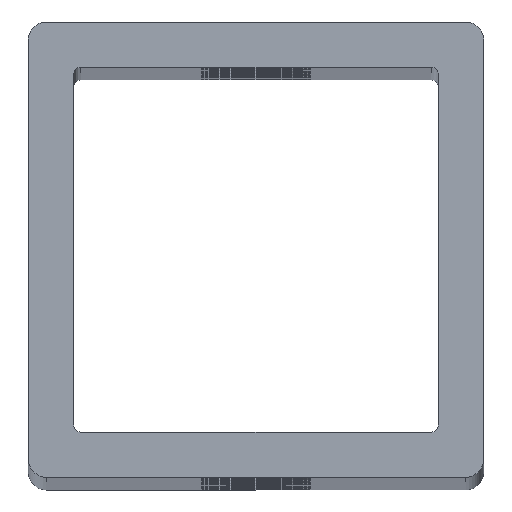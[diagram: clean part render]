
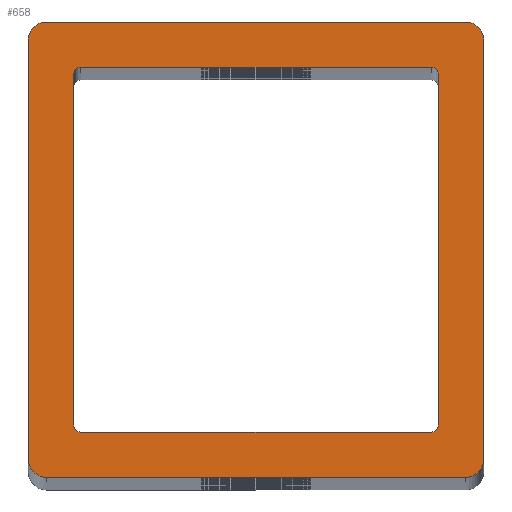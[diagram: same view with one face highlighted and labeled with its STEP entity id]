
A CAD part, top view. The second image highlights one B-rep face of the part: STEP entity #658.
In plain terms, the highlighted planar face has unit normal (0, 0, 1).
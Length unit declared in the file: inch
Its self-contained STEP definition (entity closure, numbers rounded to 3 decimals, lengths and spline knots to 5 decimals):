
#129 = CARTESIAN_POINT ( 'NONE',  ( 0.28996, 0.31496, 10.07874 ) ) ;
#140 = DIRECTION ( 'NONE',  ( 1., 0., 0. ) ) ;
#181 = AXIS2_PLACEMENT_3D ( 'NONE', #4301, #1140, #4847 ) ;
#199 = ORIENTED_EDGE ( 'NONE', *, *, #4275, .F. ) ;
#209 = VERTEX_POINT ( 'NONE', #129 ) ;
#305 = LINE ( 'NONE', #4697, #2966 ) ;
#324 = VERTEX_POINT ( 'NONE', #3976 ) ;
#329 = CARTESIAN_POINT ( 'NONE',  ( 0.31496, -0.31496, 10.07874 ) ) ;
#372 = LINE ( 'NONE', #3866, #1434 ) ;
#434 = EDGE_LOOP ( 'NONE', ( #1314, #3011, #5426, #2451, #199, #6279, #3593, #6804 ) ) ;
#522 = EDGE_CURVE ( 'NONE', #1533, #6679, #4082, .T. ) ;
#635 = VECTOR ( 'NONE', #5427, 39.37008 ) ;
#658 = ADVANCED_FACE ( 'NONE', ( #3428, #3106 ), #791, .T. ) ;
#777 = EDGE_CURVE ( 'NONE', #4114, #5821, #6313, .T. ) ;
#791 = PLANE ( 'NONE',  #3584 ) ;
#819 = LINE ( 'NONE', #329, #6272 ) ;
#913 = CARTESIAN_POINT ( 'NONE',  ( 0.31496, -0.31496, 10.07874 ) ) ;
#937 = CARTESIAN_POINT ( 'NONE',  ( -0.31496, -0.31496, 10.07874 ) ) ;
#1009 = EDGE_CURVE ( 'NONE', #6821, #4998, #6712, .T. ) ;
#1140 = DIRECTION ( 'NONE',  ( 0., 0., -1. ) ) ;
#1141 = VERTEX_POINT ( 'NONE', #3898 ) ;
#1214 = DIRECTION ( 'NONE',  ( 0., -1., 0. ) ) ;
#1275 = EDGE_CURVE ( 'NONE', #1533, #1688, #3785, .T. ) ;
#1292 = VECTOR ( 'NONE', #3889, 39.37008 ) ;
#1314 = ORIENTED_EDGE ( 'NONE', *, *, #1275, .F. ) ;
#1324 = CARTESIAN_POINT ( 'NONE',  ( -0.28996, 0.28996, 10.07874 ) ) ;
#1368 = EDGE_CURVE ( 'NONE', #6821, #6429, #6419, .T. ) ;
#1379 = DIRECTION ( 'NONE',  ( 0., 0., -1. ) ) ;
#1385 = ORIENTED_EDGE ( 'NONE', *, *, #6121, .F. ) ;
#1434 = VECTOR ( 'NONE', #1214, 39.37008 ) ;
#1453 = DIRECTION ( 'NONE',  ( 0., 0., 1. ) ) ;
#1533 = VERTEX_POINT ( 'NONE', #2845 ) ;
#1661 = DIRECTION ( 'NONE',  ( 1., 0., 0. ) ) ;
#1688 = VERTEX_POINT ( 'NONE', #3303 ) ;
#1772 = LINE ( 'NONE', #3579, #5979 ) ;
#1868 = DIRECTION ( 'NONE',  ( 1., 0., 0. ) ) ;
#1874 = CARTESIAN_POINT ( 'NONE',  ( 0.28996, -0.28996, 10.07874 ) ) ;
#1878 = CIRCLE ( 'NONE', #6741, 0.01 ) ;
#1919 = ORIENTED_EDGE ( 'NONE', *, *, #3756, .T. ) ;
#2066 = CARTESIAN_POINT ( 'NONE',  ( 0.31496, -0.28996, 10.07874 ) ) ;
#2195 = CARTESIAN_POINT ( 'NONE',  ( -0.24246, -0.24246, 10.07874 ) ) ;
#2292 = CARTESIAN_POINT ( 'NONE',  ( -0.24246, -0.25246, 10.07874 ) ) ;
#2360 = EDGE_CURVE ( 'NONE', #209, #3871, #2442, .T. ) ;
#2442 = LINE ( 'NONE', #2567, #6655 ) ;
#2448 = CARTESIAN_POINT ( 'NONE',  ( 0.24246, 0.24246, 10.07874 ) ) ;
#2451 = ORIENTED_EDGE ( 'NONE', *, *, #2492, .T. ) ;
#2492 = EDGE_CURVE ( 'NONE', #3149, #1141, #4903, .T. ) ;
#2567 = CARTESIAN_POINT ( 'NONE',  ( 0.31496, 0.31496, 10.07874 ) ) ;
#2613 = EDGE_CURVE ( 'NONE', #5215, #5216, #372, .T. ) ;
#2712 = CARTESIAN_POINT ( 'NONE',  ( -0.24246, 0.24246, 10.07874 ) ) ;
#2721 = DIRECTION ( 'NONE',  ( 1., 0., 0. ) ) ;
#2845 = CARTESIAN_POINT ( 'NONE',  ( 0.24246, 0.25246, 10.07874 ) ) ;
#2966 = VECTOR ( 'NONE', #5238, 39.37008 ) ;
#3007 = ORIENTED_EDGE ( 'NONE', *, *, #5073, .T. ) ;
#3011 = ORIENTED_EDGE ( 'NONE', *, *, #522, .T. ) ;
#3034 = DIRECTION ( 'NONE',  ( 1., 0., 0. ) ) ;
#3087 = AXIS2_PLACEMENT_3D ( 'NONE', #1324, #5025, #1868 ) ;
#3106 = FACE_OUTER_BOUND ( 'NONE', #5755, .T. ) ;
#3149 = VERTEX_POINT ( 'NONE', #4182 ) ;
#3151 = EDGE_CURVE ( 'NONE', #3149, #6679, #305, .T. ) ;
#3248 = DIRECTION ( 'NONE',  ( 1., 0., 0. ) ) ;
#3303 = CARTESIAN_POINT ( 'NONE',  ( -0.24246, 0.25246, 10.07874 ) ) ;
#3428 = FACE_BOUND ( 'NONE', #434, .T. ) ;
#3497 = DIRECTION ( 'NONE',  ( 0., 1., 0. ) ) ;
#3524 = EDGE_CURVE ( 'NONE', #5215, #1688, #1878, .T. ) ;
#3579 = CARTESIAN_POINT ( 'NONE',  ( 0.25246, -0.25246, 10.07874 ) ) ;
#3584 = AXIS2_PLACEMENT_3D ( 'NONE', #913, #6769, #3636 ) ;
#3591 = CIRCLE ( 'NONE', #6707, 0.01 ) ;
#3593 = ORIENTED_EDGE ( 'NONE', *, *, #2613, .F. ) ;
#3621 = CARTESIAN_POINT ( 'NONE',  ( -0.25246, 0.24246, 10.07874 ) ) ;
#3636 = DIRECTION ( 'NONE',  ( 1., 0., 0. ) ) ;
#3659 = ORIENTED_EDGE ( 'NONE', *, *, #2360, .T. ) ;
#3756 = EDGE_CURVE ( 'NONE', #3871, #6429, #5990, .T. ) ;
#3785 = LINE ( 'NONE', #5145, #1292 ) ;
#3794 = DIRECTION ( 'NONE',  ( 0., 0., 1. ) ) ;
#3866 = CARTESIAN_POINT ( 'NONE',  ( -0.25246, -0.25246, 10.07874 ) ) ;
#3871 = VERTEX_POINT ( 'NONE', #5619 ) ;
#3889 = DIRECTION ( 'NONE',  ( -1., 0., 0. ) ) ;
#3898 = CARTESIAN_POINT ( 'NONE',  ( 0.24246, -0.25246, 10.07874 ) ) ;
#3959 = CARTESIAN_POINT ( 'NONE',  ( -0.28996, -0.31496, 10.07874 ) ) ;
#3976 = CARTESIAN_POINT ( 'NONE',  ( 0.31496, 0.28996, 10.07874 ) ) ;
#4072 = ORIENTED_EDGE ( 'NONE', *, *, #1368, .F. ) ;
#4082 = CIRCLE ( 'NONE', #5459, 0.01 ) ;
#4114 = VERTEX_POINT ( 'NONE', #4513 ) ;
#4163 = DIRECTION ( 'NONE',  ( -1., 0., 0. ) ) ;
#4182 = CARTESIAN_POINT ( 'NONE',  ( 0.25246, -0.24246, 10.07874 ) ) ;
#4225 = VECTOR ( 'NONE', #4163, 39.37008 ) ;
#4275 = EDGE_CURVE ( 'NONE', #4905, #1141, #1772, .T. ) ;
#4301 = CARTESIAN_POINT ( 'NONE',  ( 0.24246, -0.24246, 10.07874 ) ) ;
#4465 = DIRECTION ( 'NONE',  ( 0., 0., 1. ) ) ;
#4513 = CARTESIAN_POINT ( 'NONE',  ( 0.28996, -0.31496, 10.07874 ) ) ;
#4601 = CARTESIAN_POINT ( 'NONE',  ( -0.31496, -0.28996, 10.07874 ) ) ;
#4617 = CARTESIAN_POINT ( 'NONE',  ( 0.28996, 0.28996, 10.07874 ) ) ;
#4657 = CARTESIAN_POINT ( 'NONE',  ( -0.25246, -0.24246, 10.07874 ) ) ;
#4687 = CARTESIAN_POINT ( 'NONE',  ( 0.31496, -0.31496, 10.07874 ) ) ;
#4697 = CARTESIAN_POINT ( 'NONE',  ( 0.25246, -0.25246, 10.07874 ) ) ;
#4724 = LINE ( 'NONE', #4687, #4225 ) ;
#4763 = CARTESIAN_POINT ( 'NONE',  ( -0.28996, -0.28996, 10.07874 ) ) ;
#4847 = DIRECTION ( 'NONE',  ( 1., 0., 0. ) ) ;
#4903 = CIRCLE ( 'NONE', #181, 0.01 ) ;
#4905 = VERTEX_POINT ( 'NONE', #2292 ) ;
#4998 = VERTEX_POINT ( 'NONE', #3959 ) ;
#5020 = CARTESIAN_POINT ( 'NONE',  ( 0.25246, 0.24246, 10.07874 ) ) ;
#5025 = DIRECTION ( 'NONE',  ( 0., 0., 1. ) ) ;
#5073 = EDGE_CURVE ( 'NONE', #5821, #324, #819, .T. ) ;
#5145 = CARTESIAN_POINT ( 'NONE',  ( 0.25246, 0.25246, 10.07874 ) ) ;
#5154 = DIRECTION ( 'NONE',  ( 1., 0., 0. ) ) ;
#5162 = AXIS2_PLACEMENT_3D ( 'NONE', #4617, #1453, #5154 ) ;
#5208 = ORIENTED_EDGE ( 'NONE', *, *, #777, .T. ) ;
#5215 = VERTEX_POINT ( 'NONE', #3621 ) ;
#5216 = VERTEX_POINT ( 'NONE', #4657 ) ;
#5238 = DIRECTION ( 'NONE',  ( 0., 1., 0. ) ) ;
#5426 = ORIENTED_EDGE ( 'NONE', *, *, #3151, .F. ) ;
#5427 = DIRECTION ( 'NONE',  ( 0., 1., 0. ) ) ;
#5459 = AXIS2_PLACEMENT_3D ( 'NONE', #2448, #1379, #3034 ) ;
#5572 = CARTESIAN_POINT ( 'NONE',  ( -0.31496, 0.28996, 10.07874 ) ) ;
#5619 = CARTESIAN_POINT ( 'NONE',  ( -0.28996, 0.31496, 10.07874 ) ) ;
#5755 = EDGE_LOOP ( 'NONE', ( #1385, #5208, #3007, #6456, #3659, #1919, #4072, #6511 ) ) ;
#5821 = VERTEX_POINT ( 'NONE', #2066 ) ;
#5878 = CIRCLE ( 'NONE', #5162, 0.025 ) ;
#5887 = DIRECTION ( 'NONE',  ( 0., 0., -1. ) ) ;
#5979 = VECTOR ( 'NONE', #6238, 39.37008 ) ;
#5990 = CIRCLE ( 'NONE', #3087, 0.025 ) ;
#6121 = EDGE_CURVE ( 'NONE', #4114, #4998, #4724, .T. ) ;
#6238 = DIRECTION ( 'NONE',  ( 1., 0., 0. ) ) ;
#6272 = VECTOR ( 'NONE', #3497, 39.37008 ) ;
#6273 = EDGE_CURVE ( 'NONE', #4905, #5216, #3591, .T. ) ;
#6279 = ORIENTED_EDGE ( 'NONE', *, *, #6273, .T. ) ;
#6280 = DIRECTION ( 'NONE',  ( -1., 0., 0. ) ) ;
#6289 = AXIS2_PLACEMENT_3D ( 'NONE', #4763, #3794, #1661 ) ;
#6313 = CIRCLE ( 'NONE', #6404, 0.025 ) ;
#6404 = AXIS2_PLACEMENT_3D ( 'NONE', #1874, #4465, #140 ) ;
#6413 = DIRECTION ( 'NONE',  ( 0., 0., -1. ) ) ;
#6419 = LINE ( 'NONE', #937, #635 ) ;
#6429 = VERTEX_POINT ( 'NONE', #5572 ) ;
#6456 = ORIENTED_EDGE ( 'NONE', *, *, #6827, .T. ) ;
#6511 = ORIENTED_EDGE ( 'NONE', *, *, #1009, .T. ) ;
#6655 = VECTOR ( 'NONE', #6280, 39.37008 ) ;
#6679 = VERTEX_POINT ( 'NONE', #5020 ) ;
#6707 = AXIS2_PLACEMENT_3D ( 'NONE', #2195, #5887, #2721 ) ;
#6712 = CIRCLE ( 'NONE', #6289, 0.025 ) ;
#6741 = AXIS2_PLACEMENT_3D ( 'NONE', #2712, #6413, #3248 ) ;
#6769 = DIRECTION ( 'NONE',  ( 0., 0., 1. ) ) ;
#6804 = ORIENTED_EDGE ( 'NONE', *, *, #3524, .T. ) ;
#6821 = VERTEX_POINT ( 'NONE', #4601 ) ;
#6827 = EDGE_CURVE ( 'NONE', #324, #209, #5878, .T. ) ;
